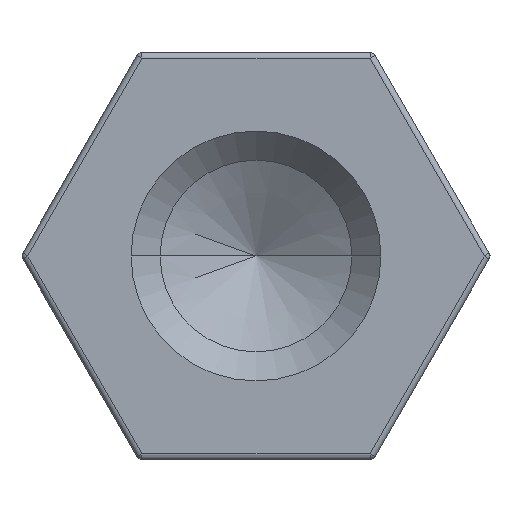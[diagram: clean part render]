
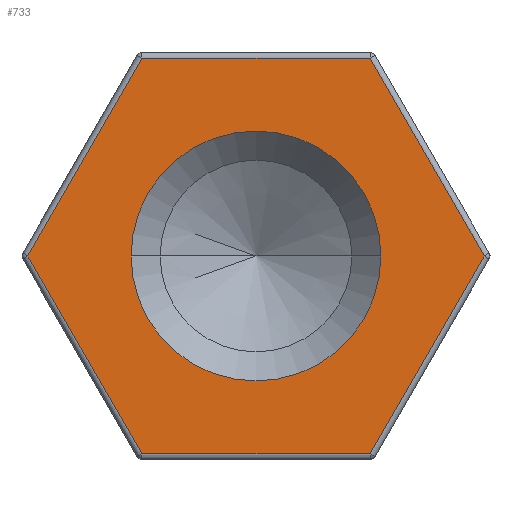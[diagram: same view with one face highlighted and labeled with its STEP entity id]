
A CAD part, left-side view. The second image highlights one B-rep face of the part: STEP entity #733.
In plain terms, the highlighted planar face has unit normal (-1, 0, 0).
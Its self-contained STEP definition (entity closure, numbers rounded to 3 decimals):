
#11 = CARTESIAN_POINT ( 'NONE',  ( 0., -3.926, 0. ) ) ;
#72 = AXIS2_PLACEMENT_3D ( 'NONE', #195, #119, #179 ) ;
#73 = CARTESIAN_POINT ( 'NONE',  ( 0., -2.944, 1.7 ) ) ;
#107 = FACE_BOUND ( 'NONE', #847, .T. ) ;
#119 = DIRECTION ( 'NONE',  ( 1., 0., 0. ) ) ;
#165 = AXIS2_PLACEMENT_3D ( 'NONE', #1242, #1316, #232 ) ;
#178 = FACE_OUTER_BOUND ( 'NONE', #891, .T. ) ;
#179 = DIRECTION ( 'NONE',  ( 0., 1., 0. ) ) ;
#195 = CARTESIAN_POINT ( 'NONE',  ( 0., 0., 0. ) ) ;
#200 = EDGE_CURVE ( 'NONE', #633, #547, #522, .T. ) ;
#232 = DIRECTION ( 'NONE',  ( 0., 1., 0. ) ) ;
#238 = CARTESIAN_POINT ( 'NONE',  ( 0., 0., 3.4 ) ) ;
#246 = LINE ( 'NONE', #238, #880 ) ;
#248 = VECTOR ( 'NONE', #993, 1000. ) ;
#249 = LINE ( 'NONE', #73, #267 ) ;
#251 = VECTOR ( 'NONE', #710, 1000. ) ;
#253 = LINE ( 'NONE', #1349, #248 ) ;
#257 = VECTOR ( 'NONE', #432, 1000. ) ;
#261 = LINE ( 'NONE', #718, #251 ) ;
#267 = VECTOR ( 'NONE', #1292, 1000. ) ;
#277 = LINE ( 'NONE', #525, #257 ) ;
#324 = EDGE_CURVE ( 'NONE', #575, #712, #446, .T. ) ;
#355 = EDGE_CURVE ( 'NONE', #547, #633, #423, .T. ) ;
#423 = CIRCLE ( 'NONE', #72, 2.15 ) ;
#432 = DIRECTION ( 'NONE',  ( 0., -1., 0. ) ) ;
#438 = VECTOR ( 'NONE', #576, 1000. ) ;
#446 = LINE ( 'NONE', #800, #438 ) ;
#522 = CIRCLE ( 'NONE', #165, 2.15 ) ;
#525 = CARTESIAN_POINT ( 'NONE',  ( 0., 0., -3.4 ) ) ;
#537 = EDGE_CURVE ( 'NONE', #721, #575, #277, .T. ) ;
#545 = EDGE_CURVE ( 'NONE', #1091, #962, #261, .T. ) ;
#547 = VERTEX_POINT ( 'NONE', #558 ) ;
#548 = EDGE_CURVE ( 'NONE', #962, #721, #253, .T. ) ;
#551 = EDGE_CURVE ( 'NONE', #712, #842, #249, .T. ) ;
#555 = ORIENTED_EDGE ( 'NONE', *, *, #551, .T. ) ;
#558 = CARTESIAN_POINT ( 'NONE',  ( 0., 2.15, 0. ) ) ;
#559 = EDGE_CURVE ( 'NONE', #842, #1091, #246, .T. ) ;
#575 = VERTEX_POINT ( 'NONE', #730 ) ;
#576 = DIRECTION ( 'NONE',  ( 0., -0.5, 0.866 ) ) ;
#604 = ORIENTED_EDGE ( 'NONE', *, *, #355, .T. ) ;
#633 = VERTEX_POINT ( 'NONE', #1362 ) ;
#650 = AXIS2_PLACEMENT_3D ( 'NONE', #959, #1338, #835 ) ;
#701 = ORIENTED_EDGE ( 'NONE', *, *, #324, .T. ) ;
#703 = CARTESIAN_POINT ( 'NONE',  ( 0., -1.963, 3.4 ) ) ;
#710 = DIRECTION ( 'NONE',  ( 0., 0.5, -0.866 ) ) ;
#712 = VERTEX_POINT ( 'NONE', #11 ) ;
#718 = CARTESIAN_POINT ( 'NONE',  ( 0., 2.944, 1.7 ) ) ;
#721 = VERTEX_POINT ( 'NONE', #1077 ) ;
#730 = CARTESIAN_POINT ( 'NONE',  ( 0., -1.963, -3.4 ) ) ;
#733 = ADVANCED_FACE ( 'NONE', ( #178, #107 ), #827, .F. ) ;
#800 = CARTESIAN_POINT ( 'NONE',  ( 0., -2.944, -1.7 ) ) ;
#813 = ORIENTED_EDGE ( 'NONE', *, *, #537, .T. ) ;
#827 = PLANE ( 'NONE',  #650 ) ;
#835 = DIRECTION ( 'NONE',  ( 0., 1., 0. ) ) ;
#842 = VERTEX_POINT ( 'NONE', #703 ) ;
#847 = EDGE_LOOP ( 'NONE', ( #604, #1122 ) ) ;
#880 = VECTOR ( 'NONE', #1289, 1000. ) ;
#891 = EDGE_LOOP ( 'NONE', ( #555, #1095, #1002, #956, #813, #701 ) ) ;
#956 = ORIENTED_EDGE ( 'NONE', *, *, #548, .T. ) ;
#959 = CARTESIAN_POINT ( 'NONE',  ( 0., 0., 0. ) ) ;
#962 = VERTEX_POINT ( 'NONE', #997 ) ;
#993 = DIRECTION ( 'NONE',  ( 0., -0.5, -0.866 ) ) ;
#997 = CARTESIAN_POINT ( 'NONE',  ( 0., 3.926, 0. ) ) ;
#1002 = ORIENTED_EDGE ( 'NONE', *, *, #545, .T. ) ;
#1077 = CARTESIAN_POINT ( 'NONE',  ( 0., 1.963, -3.4 ) ) ;
#1091 = VERTEX_POINT ( 'NONE', #1234 ) ;
#1095 = ORIENTED_EDGE ( 'NONE', *, *, #559, .T. ) ;
#1122 = ORIENTED_EDGE ( 'NONE', *, *, #200, .T. ) ;
#1234 = CARTESIAN_POINT ( 'NONE',  ( 0., 1.963, 3.4 ) ) ;
#1242 = CARTESIAN_POINT ( 'NONE',  ( 0., 0., 0. ) ) ;
#1289 = DIRECTION ( 'NONE',  ( 0., 1., 0. ) ) ;
#1292 = DIRECTION ( 'NONE',  ( 0., 0.5, 0.866 ) ) ;
#1316 = DIRECTION ( 'NONE',  ( 1., 0., 0. ) ) ;
#1338 = DIRECTION ( 'NONE',  ( 1., 0., 0. ) ) ;
#1349 = CARTESIAN_POINT ( 'NONE',  ( 0., 2.944, -1.7 ) ) ;
#1362 = CARTESIAN_POINT ( 'NONE',  ( 0., -2.15, 0. ) ) ;
